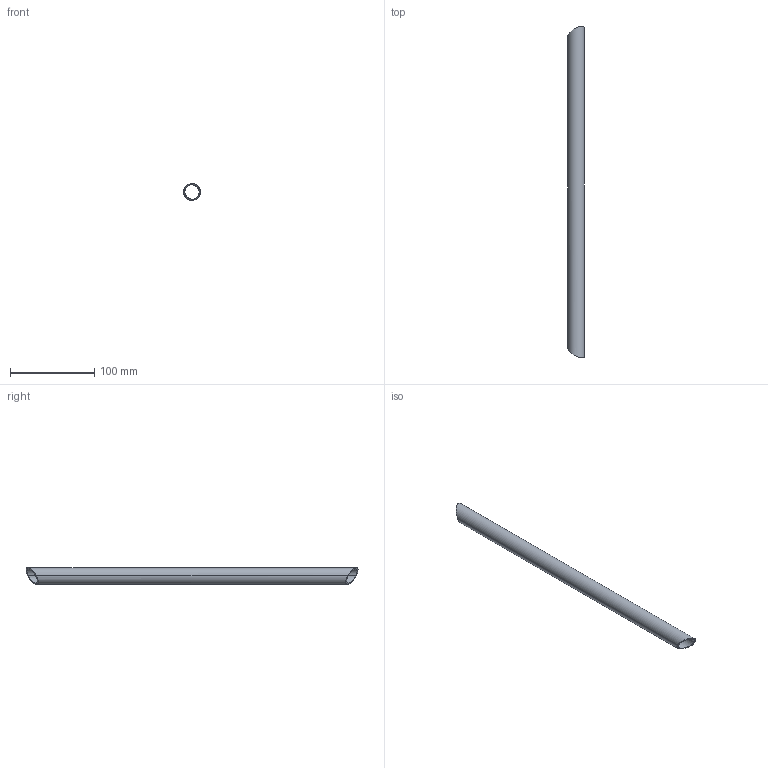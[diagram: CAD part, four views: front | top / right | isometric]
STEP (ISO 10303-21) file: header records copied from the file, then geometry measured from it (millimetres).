
FILE_DESCRIPTION(('STEP AP214'),'1');
FILE_NAME('125.stp','2019-12-02T12:42:03',(' '),(' '),'Spatial InterOp 3D',' ',' ');
FILE_SCHEMA(('AUTOMOTIVE_DESIGN { 1 0 10303 214 1 1 1 1 }'));
Length unit declared in the file: metre
Products named in the file (1): PartBody/StrFunRibSweep.1
Bounding box: 20 x 394.55 x 20 mm (x, y, z)
Volume: 33127.8 mm3; surface area: 44386.5 mm2
Topology: 1 solids, 1 shells, 6 faces, 12 edges, 8 vertices
Faces by surface type: cylinder 4, plane 2
Entity records: 476 total; most frequent: CARTESIAN_POINT 245, ORIENTED_EDGE 24, DIRECTION 18, STYLED_ITEM 15, PRESENTATION_STYLE_ASSIGNMENT 15, COLOUR_RGB 15, EDGE_CURVE 12, CURVE_STYLE 8
